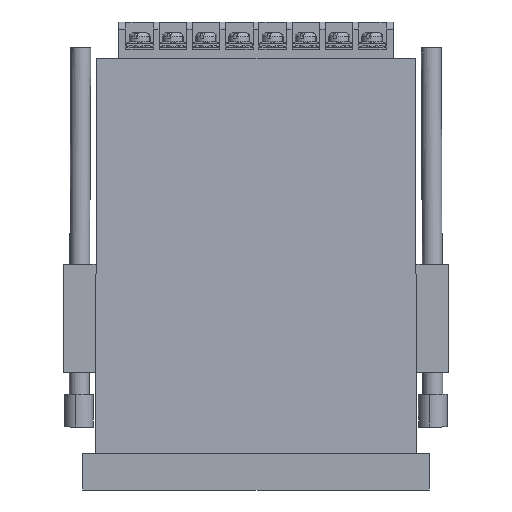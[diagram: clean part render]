
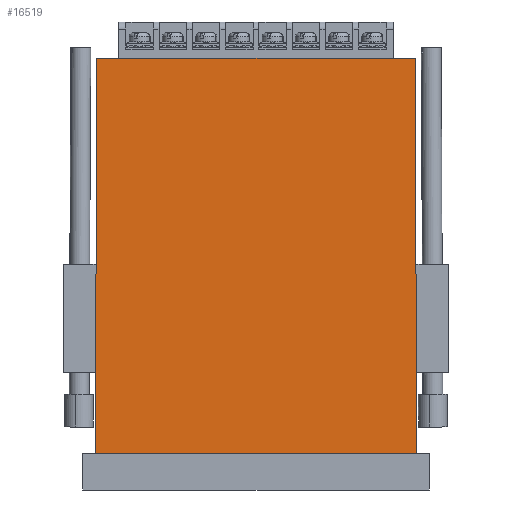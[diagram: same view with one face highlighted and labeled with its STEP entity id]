
A CAD part, front view. The second image highlights one B-rep face of the part: STEP entity #16519.
In plain terms, the highlighted planar face has unit normal (0, -1, 0.005).
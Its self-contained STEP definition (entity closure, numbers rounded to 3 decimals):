
#1753 = EDGE_CURVE ( 'NONE', #5374, #10292, #19119, .T. ) ;
#2633 = DIRECTION ( 'NONE',  ( 1., 0., 0. ) ) ;
#4053 = EDGE_CURVE ( 'NONE', #10292, #15300, #19272, .T. ) ;
#4634 = EDGE_CURVE ( 'NONE', #16139, #15300, #21094, .T. ) ;
#5114 = DIRECTION ( 'NONE',  ( 0., -1., 0.005 ) ) ;
#5374 = VERTEX_POINT ( 'NONE', #20280 ) ;
#6095 = ORIENTED_EDGE ( 'NONE', *, *, #1753, .F. ) ;
#6623 = PLANE ( 'NONE',  #11859 ) ;
#6688 = LINE ( 'NONE', #15172, #19462 ) ;
#6853 = VECTOR ( 'NONE', #10577, 1000. ) ;
#7388 = CARTESIAN_POINT ( 'NONE',  ( -44., -22.25, 0. ) ) ;
#7802 = VECTOR ( 'NONE', #2633, 1000. ) ;
#8462 = DIRECTION ( 'NONE',  ( 0., -0.005, -1. ) ) ;
#8539 = DIRECTION ( 'NONE',  ( 1., 0., 0. ) ) ;
#9135 = ORIENTED_EDGE ( 'NONE', *, *, #9683, .T. ) ;
#9378 = VECTOR ( 'NONE', #11248, 1000. ) ;
#9683 = EDGE_CURVE ( 'NONE', #5374, #16139, #6688, .T. ) ;
#10292 = VERTEX_POINT ( 'NONE', #11995 ) ;
#10577 = DIRECTION ( 'NONE',  ( 0.005, 0.005, 1. ) ) ;
#11248 = DIRECTION ( 'NONE',  ( -0.005, 0.005, 1. ) ) ;
#11859 = AXIS2_PLACEMENT_3D ( 'NONE', #18578, #5114, #8462 ) ;
#11995 = CARTESIAN_POINT ( 'NONE',  ( -44., -22.25, 0. ) ) ;
#15172 = CARTESIAN_POINT ( 'NONE',  ( -44., -22.751, -109.5 ) ) ;
#15300 = VERTEX_POINT ( 'NONE', #21462 ) ;
#16139 = VERTEX_POINT ( 'NONE', #18157 ) ;
#16427 = CARTESIAN_POINT ( 'NONE',  ( 43.998, -22.248, 0.402 ) ) ;
#16519 = ADVANCED_FACE ( 'NONE', ( #17978 ), #6623, .T. ) ;
#16522 = EDGE_LOOP ( 'NONE', ( #20627, #6095, #9135, #18737 ) ) ;
#17978 = FACE_OUTER_BOUND ( 'NONE', #16522, .T. ) ;
#18157 = CARTESIAN_POINT ( 'NONE',  ( 44.501, -22.751, -109.5 ) ) ;
#18578 = CARTESIAN_POINT ( 'NONE',  ( -44., -22.25, 0. ) ) ;
#18737 = ORIENTED_EDGE ( 'NONE', *, *, #4634, .T. ) ;
#19119 = LINE ( 'NONE', #20360, #6853 ) ;
#19272 = LINE ( 'NONE', #7388, #7802 ) ;
#19462 = VECTOR ( 'NONE', #8539, 1000. ) ;
#20280 = CARTESIAN_POINT ( 'NONE',  ( -44.501, -22.751, -109.5 ) ) ;
#20360 = CARTESIAN_POINT ( 'NONE',  ( -43.999, -22.249, 0.203 ) ) ;
#20627 = ORIENTED_EDGE ( 'NONE', *, *, #4053, .F. ) ;
#21094 = LINE ( 'NONE', #16427, #9378 ) ;
#21462 = CARTESIAN_POINT ( 'NONE',  ( 44., -22.25, 0. ) ) ;
